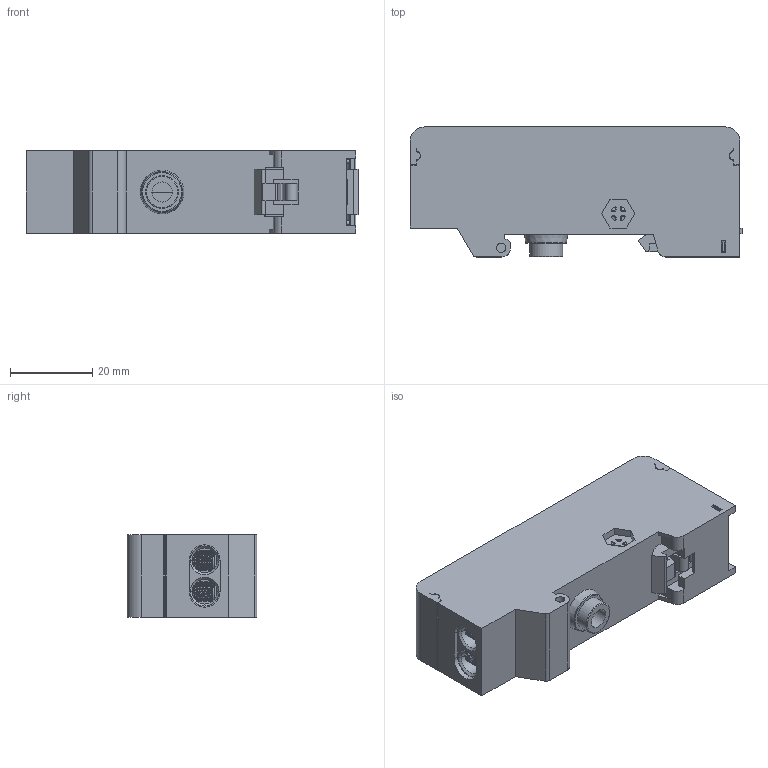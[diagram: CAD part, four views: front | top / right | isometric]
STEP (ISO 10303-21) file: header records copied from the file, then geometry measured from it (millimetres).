
FILE_DESCRIPTION((''),'2;1');
FILE_NAME('5YB577040_ASM','2023-12-04T',('dell'),(''),'PRO/ENGINEER BY PARAMETRIC TECHNOLOGY CORPORATION, 2013230','PRO/ENGINEER BY PARAMETRIC TECHNOLOGY CORPORATION, 2013230','');
FILE_SCHEMA(('AUTOMOTIVE_DESIGN { 1 0 10303 214 1 1 1 1 }'));
Products named in the file (1): 5YB577040_ASM
Bounding box: 80.5 x 31.5 x 20 mm (x, y, z)
Volume: 29345.8 mm3; surface area: 20619.7 mm2
Topology: 1 solids, 17 shells, 1070 faces, 2983 edges, 1932 vertices
Faces by surface type: plane 357, cylinder 285, bspline 182, torus 122, cone 76, sphere 48
Entity records: 72092 total; most frequent: CARTESIAN_POINT 40115, ORIENTED_EDGE 5902, DIRECTION 4584, EDGE_CURVE 2967, VERTEX_POINT 1932, AXIS2_PLACEMENT_3D 1713, VECTOR 1158, LINE 1158
